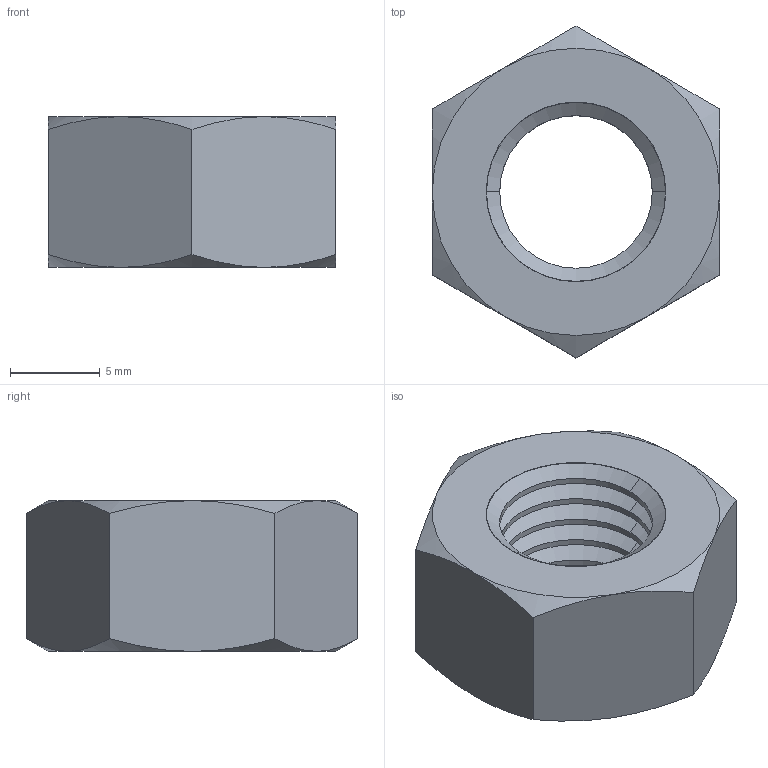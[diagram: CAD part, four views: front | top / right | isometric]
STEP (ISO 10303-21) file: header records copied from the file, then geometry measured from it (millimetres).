
FILE_DESCRIPTION (( 'STEP AP203' ), '1' );
FILE_NAME ('M10.STEP', '2017-02-24T06:13:39', ( '' ), ( '' ), 'SwSTEP 2.0', 'SolidWorks 2013', '' );
FILE_SCHEMA (( 'CONFIG_CONTROL_DESIGN' ));
Length unit declared in the file: millimetre
Products named in the file (1): M10
Bounding box: 16 x 18.48 x 8.4 mm (x, y, z)
Volume: 1308.8 mm3; surface area: 1107.3 mm2
Topology: 1 solids, 1 shells, 62 faces, 128 edges, 68 vertices
Faces by surface type: cone 40, cylinder 14, plane 8
Entity records: 1761 total; most frequent: CARTESIAN_POINT 395, DIRECTION 286, ORIENTED_EDGE 256, EDGE_CURVE 128, AXIS2_PLACEMENT_3D 119, VERTEX_POINT 68, EDGE_LOOP 64, ADVANCED_FACE 62
